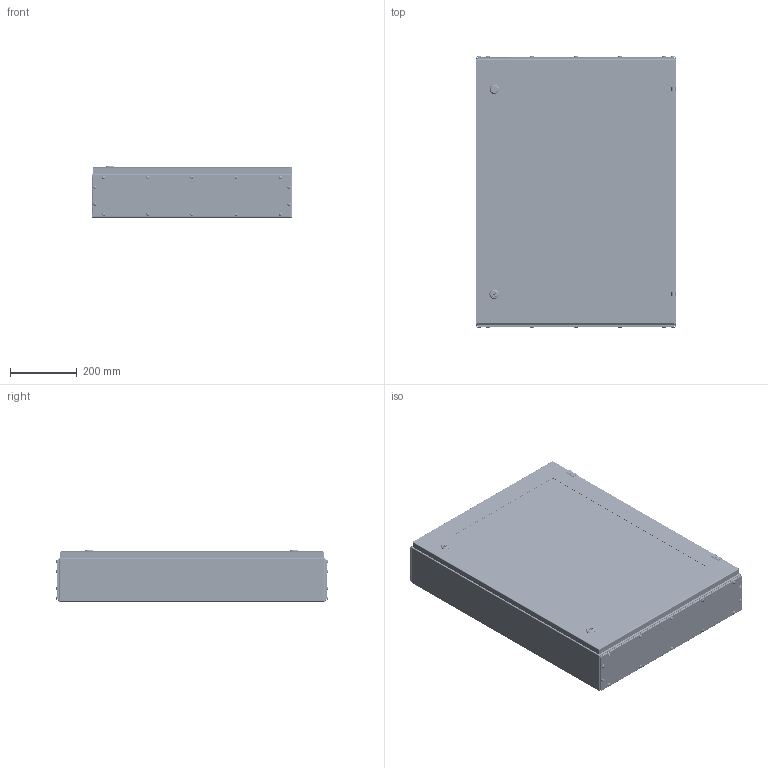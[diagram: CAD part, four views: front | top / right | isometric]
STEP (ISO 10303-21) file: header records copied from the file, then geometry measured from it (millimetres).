
FILE_DESCRIPTION (( 'STEP AP214' ), '1' );
FILE_NAME ('12.060.080.15.STEP', '2024-06-13T05:49:14', ( '' ), ( '' ), 'SwSTEP 2.0', 'SolidWorks 2021', '' );
FILE_SCHEMA (( 'AUTOMOTIVE_DESIGN' ));
Length unit declared in the file: millimetre
Products named in the file (29): 417.680; Ïåðåìû÷êà êàðêàñà W600; 8SJ_MS705_0010.stp; ﾇ瑟鶴 ﾀﾑ ms1000-3M.stp; Øïèëüêà ïðèâàðíàÿ Ì6õ20; 栺樏鋋 W600H800; Ãàñêåòèíã W600H800; 8SJ_MS705_0510.stp; 砑鳧罻 W600; Øïèëüêà ïðèâàðíàÿ Ì6õ15; 8SJ_MS705-1_0040.stp; Ïðîêëàäêà êðûøêè W600D150; 8SJ_MS705_0760.stp; Çàêëåïêà ðåçüáîâàÿ Ì8 øåñòèãðàííàÿ ñ óìåíüøåííûì áîðòîì; Êîðïóñ øêàôà W600H800D150; Øïèëüêà ïðèâàðíàÿ Ì6õ10; Ãàéêà M6 DIN6923.step; Áîëò Ì6õ10 ñ øåñòèãðàííîé ãîëîâêîé ñ ïðåññøàéáîé; 嵑謺麃 檐; 8SJ_S1B_0001.stp; 砑鳧罻 H800; Êàðêàñ øêàôà W600H800D150; ﾄ粢鮱 W600H800; Ñòåêëÿííàÿ äâåðü ÑÁ W600H800; Çàêëåïêà ðåçüáîâàÿ Ì5 øåñòèãðàííàÿ ñ óìåíüøåííûì áîðòîì; 署赅 W600D150; 12.060.080.15; Âèíò DIN 967 Ì5õ16 ñ ïîëóêðóãëîé ãîëîâêîé ñ êðåñòîîáðàçíûì øëèöåì; SW6X8.stp
Assembly tree (129 placements, depth 4):
  12.060.080.15
    Êàðêàñ øêàôà W600H800D150
      Êîðïóñ øêàôà W600H800D150
      Ïåðåìû÷êà êàðêàñà W600  x2
      Øïèëüêà ïðèâàðíàÿ Ì6õ15  x4
      Øïèëüêà ïðèâàðíàÿ Ì6õ20  x4
    署赅 W600D150  x2
    Ïðîêëàäêà êðûøêè W600D150  x2
    Ñòåêëÿííàÿ äâåðü ÑÁ W600H800
      ﾄ粢鮱 W600H800
      Ãàñêåòèíã W600H800
      ﾇ瑟鶴 ﾀﾑ ms1000-3M.stp  x2
        8SJ_MS705_0010.stp
        8SJ_MS705_0510.stp
        8SJ_MS705_0760.stp
        8SJ_S1B_0001.stp
        8SJ_MS705-1_0040.stp
        SW6X8.stp
      Øïèëüêà ïðèâàðíàÿ Ì6õ10  x14
      栺樏鋋 W600H800
      Ãàéêà M6 DIN6923.step  x14
      砑鳧罻 H800  x2
      砑鳧罻 W600  x2
    嵑謺麃 檐  x2
    Áîëò Ì6õ10 ñ øåñòèãðàííîé ãîëîâêîé ñ ïðåññøàéáîé  x2
    Çàêëåïêà ðåçüáîâàÿ Ì5 øåñòèãðàííàÿ ñ óìåíüøåííûì áîðòîì  x28
    Âèíò DIN 967 Ì5õ16 ñ ïîëóêðóãëîé ãîëîâêîé ñ êðåñòîîáðàçíûì øëèöåì  x28
    Çàêëåïêà ðåçüáîâàÿ Ì8 øåñòèãðàííàÿ ñ óìåíüøåííûì áîðòîì  x4
    417.680
    Ãàéêà M6 DIN6923.step  x4
Bounding box: 600 x 815.11 x 154.65 mm (x, y, z)
Volume: 3689314.3 mm3; surface area: 4493788.6 mm2
Topology: 129 solids, 141 shells, 7006 faces, 17738 edges, 11066 vertices
Faces by surface type: plane 2827, cylinder 2388, bspline 723, cone 496, torus 404, sphere 168
Entity records: 89661 total; most frequent: CARTESIAN_POINT 43965, ORIENTED_EDGE 9734, DIRECTION 8200, EDGE_CURVE 4873, VERTEX_POINT 3005, AXIS2_PLACEMENT_3D 2753, VECTOR 2694, LINE 2694
